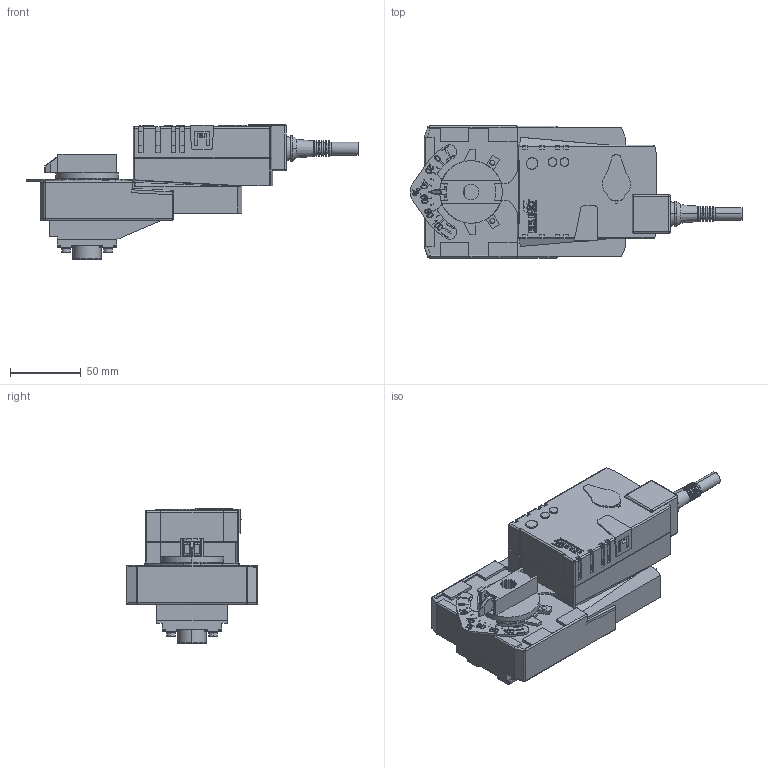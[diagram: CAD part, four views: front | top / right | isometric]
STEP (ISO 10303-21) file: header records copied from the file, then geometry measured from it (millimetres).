
FILE_DESCRIPTION(('CATIA V5 STEP Exchange','CAx-IF Rec.Pracs.--- Model Styling and Organization---1.4--- 2014-01-23','CAx-IF Rec.Pracs.---3D Tessellated Data Validation Properties---0.5---2014-09-14'),'2;1');
FILE_NAME('STEP_146025_-_TST.stp','2021-01-18T08:38:09+00:00',('none'),('none'),'CATIA Version 5-6 Release 2019 SP3','CATIA V5 STEP AP242 v1','none');
FILE_SCHEMA(('AP242_MANAGED_MODEL_BASED_3D_ENGINEERING_MIM_LF {1 0 10303 442 1 1 4}'));
Products named in the file (1): 146025 - TST
Bounding box: 234 x 93 x 95.1 mm (x, y, z)
Volume: 537540 mm3; surface area: 212457.6 mm2
Topology: 7 solids, 9 shells, 2259 faces, 7117 edges, 4961 vertices
Faces by surface type: plane 1592, cylinder 400, bspline 178, cone 64, torus 18, sphere 7
Entity records: 66768 total; most frequent: CARTESIAN_POINT 24677, ORIENTED_EDGE 14150, DIRECTION 4739, EDGE_CURVE 4161, VERTEX_POINT 2895, VECTOR 2574, LINE 2574, EDGE_LOOP 2418
